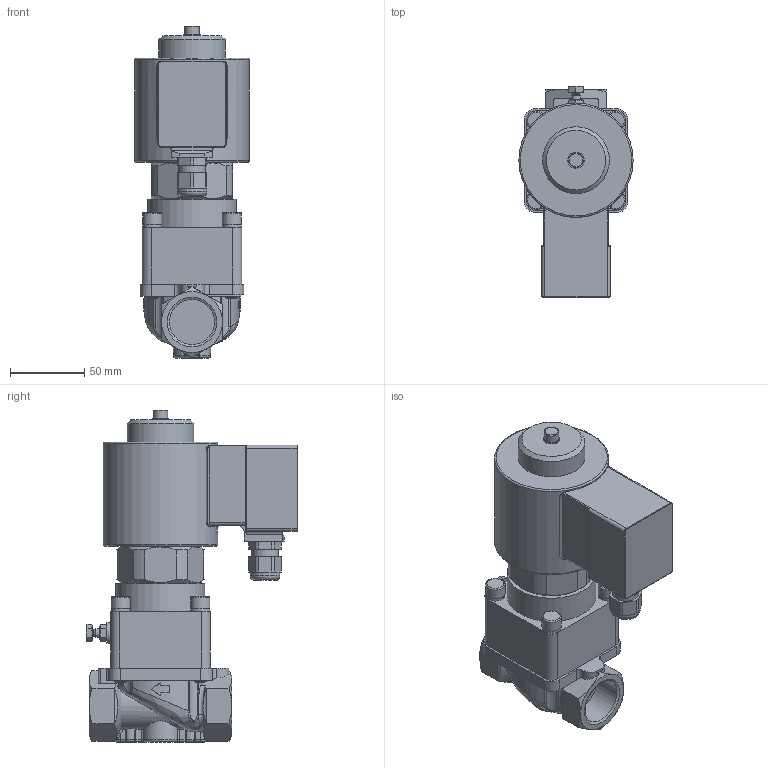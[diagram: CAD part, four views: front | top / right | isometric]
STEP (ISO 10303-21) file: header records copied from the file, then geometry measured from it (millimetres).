
FILE_DESCRIPTION(/* description */ ('3D-Modell'),/* implementation_level */ '2;1');
FILE_NAME(/* name */ '049.003360_2-738-25-1004-S242-OF.stp',/* time_stamp */ '2020-12-09T11:25:30+01:00',/* author */ ('CBeuthner'),/* organization */ (''),/* preprocessor_version */ 'ST-DEVELOPER v16.1',/* originating_system */ 'Autodesk Inventor 2016',/* authorisation */ '');
FILE_SCHEMA (('CONFIG_CONTROL_DESIGN'));
Length unit declared in the file: millimetre
Products named in the file (1): 88-004950
Bounding box: 77 x 142.5 x 223.6 mm (x, y, z)
Volume: 958712.8 mm3; surface area: 87380.5 mm2
Topology: 1 solids, 1 shells, 437 faces, 1098 edges, 692 vertices
Faces by surface type: cylinder 164, plane 151, cone 54, torus 42, bspline 26
Full cylindrical faces by diameter (mm): 4.4 x1, 6 x1, 8 x8, 10 x1, 11 x1, 13 x4, 14 x1, 18 x1, 20 x1, 30.291 x2, 45 x1, 60 x1, 77 x1
Entity records: 15193 total; most frequent: CARTESIAN_POINT 5302, ORIENTED_EDGE 2068, DIRECTION 2031, EDGE_CURVE 1034, AXIS2_PLACEMENT_3D 829, VERTEX_POINT 680, EDGE_LOOP 526, FACE_OUTER_BOUND 437
